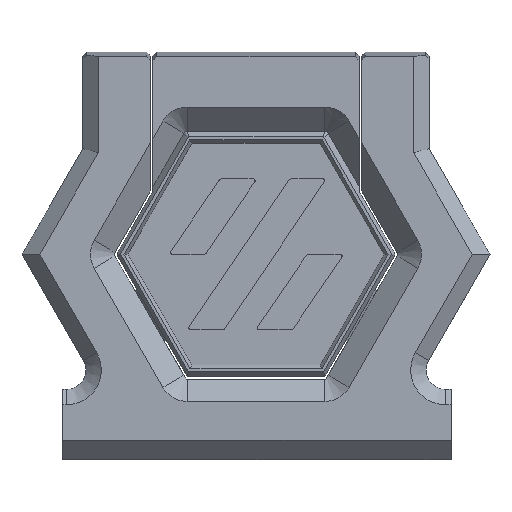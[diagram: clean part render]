
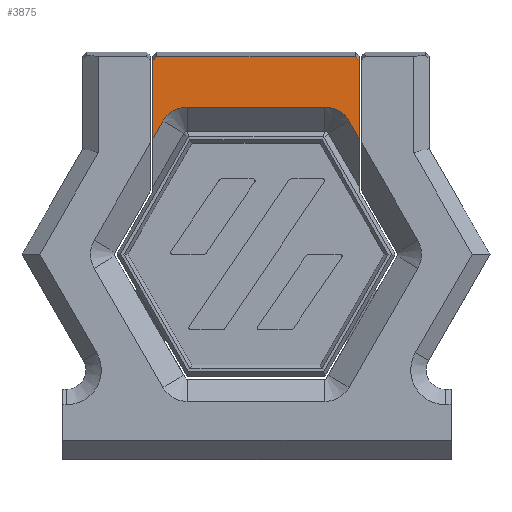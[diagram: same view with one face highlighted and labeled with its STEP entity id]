
A CAD part, front view. The second image highlights one B-rep face of the part: STEP entity #3875.
In plain terms, the highlighted planar face has unit normal (0, -1, 0).
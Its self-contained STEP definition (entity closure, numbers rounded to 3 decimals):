
#115=CIRCLE('',#4126,2.9);
#116=CIRCLE('',#4127,2.9);
#245=FACE_OUTER_BOUND('',#476,.T.);
#476=EDGE_LOOP('',(#2604,#2605,#2606,#2607,#2608,#2609,#2610,#2611,#2612,
#2613));
#722=LINE('',#5585,#1172);
#743=LINE('',#5636,#1193);
#745=LINE('',#5640,#1195);
#746=LINE('',#5642,#1196);
#747=LINE('',#5646,#1197);
#748=LINE('',#5650,#1198);
#749=LINE('',#5652,#1199);
#750=LINE('',#5653,#1200);
#1172=VECTOR('',#4465,10.);
#1193=VECTOR('',#4504,10.);
#1195=VECTOR('',#4508,10.);
#1196=VECTOR('',#4509,10.);
#1197=VECTOR('',#4512,10.);
#1198=VECTOR('',#4515,10.);
#1199=VECTOR('',#4516,10.);
#1200=VECTOR('',#4517,10.);
#1622=VERTEX_POINT('',#5583);
#1623=VERTEX_POINT('',#5584);
#1644=VERTEX_POINT('',#5635);
#1645=VERTEX_POINT('',#5639);
#1646=VERTEX_POINT('',#5641);
#1647=VERTEX_POINT('',#5643);
#1648=VERTEX_POINT('',#5645);
#1649=VERTEX_POINT('',#5647);
#1650=VERTEX_POINT('',#5649);
#1651=VERTEX_POINT('',#5651);
#1988=EDGE_CURVE('',#1622,#1623,#722,.T.);
#2014=EDGE_CURVE('',#1623,#1644,#743,.T.);
#2016=EDGE_CURVE('',#1645,#1622,#745,.T.);
#2017=EDGE_CURVE('',#1646,#1645,#746,.T.);
#2018=EDGE_CURVE('',#1647,#1646,#115,.T.);
#2019=EDGE_CURVE('',#1648,#1647,#747,.T.);
#2020=EDGE_CURVE('',#1649,#1648,#116,.T.);
#2021=EDGE_CURVE('',#1650,#1649,#748,.T.);
#2022=EDGE_CURVE('',#1650,#1651,#749,.T.);
#2023=EDGE_CURVE('',#1644,#1651,#750,.T.);
#2604=ORIENTED_EDGE('',*,*,#1988,.F.);
#2605=ORIENTED_EDGE('',*,*,#2016,.F.);
#2606=ORIENTED_EDGE('',*,*,#2017,.F.);
#2607=ORIENTED_EDGE('',*,*,#2018,.F.);
#2608=ORIENTED_EDGE('',*,*,#2019,.F.);
#2609=ORIENTED_EDGE('',*,*,#2020,.F.);
#2610=ORIENTED_EDGE('',*,*,#2021,.F.);
#2611=ORIENTED_EDGE('',*,*,#2022,.T.);
#2612=ORIENTED_EDGE('',*,*,#2023,.F.);
#2613=ORIENTED_EDGE('',*,*,#2014,.F.);
#3717=PLANE('',#4125);
#3875=ADVANCED_FACE('',(#245),#3717,.F.);
#4125=AXIS2_PLACEMENT_3D('',#5638,#4506,#4507);
#4126=AXIS2_PLACEMENT_3D('',#5644,#4510,#4511);
#4127=AXIS2_PLACEMENT_3D('',#5648,#4513,#4514);
#4465=DIRECTION('',(0.705,0.,0.709));
#4504=DIRECTION('',(1.,0.,0.));
#4506=DIRECTION('center_axis',(0.,1.,0.));
#4507=DIRECTION('ref_axis',(0.,0.,-1.));
#4508=DIRECTION('',(0.,0.,1.));
#4509=DIRECTION('',(-0.5,0.,-0.866));
#4510=DIRECTION('center_axis',(0.,-1.,0.));
#4511=DIRECTION('ref_axis',(-0.5,0.,0.866));
#4512=DIRECTION('',(-1.,0.,0.));
#4513=DIRECTION('center_axis',(0.,-1.,0.));
#4514=DIRECTION('ref_axis',(0.5,0.,0.866));
#4515=DIRECTION('',(-0.5,0.,0.866));
#4516=DIRECTION('',(0.,0.,1.));
#4517=DIRECTION('',(0.705,0.,-0.709));
#5583=CARTESIAN_POINT('',(-10.687,-5.481,2.785));
#5584=CARTESIAN_POINT('',(-10.287,-5.481,3.187));
#5585=CARTESIAN_POINT('',(-12.869,-5.481,0.593));
#5635=CARTESIAN_POINT('',(10.287,-5.481,3.187));
#5636=CARTESIAN_POINT('',(2.673,-5.481,3.187));
#5638=CARTESIAN_POINT('Origin',(0.003,-5.481,-17.3));
#5639=CARTESIAN_POINT('',(-10.687,-5.481,-5.305));
#5640=CARTESIAN_POINT('',(-10.687,-5.481,-8.8));
#5641=CARTESIAN_POINT('',(-9.645,-5.481,-3.5));
#5642=CARTESIAN_POINT('',(-13.139,-5.481,-9.551));
#5643=CARTESIAN_POINT('',(-7.134,-5.481,-2.05));
#5644=CARTESIAN_POINT('Origin',(-7.134,-5.481,-4.95));
#5645=CARTESIAN_POINT('',(7.134,-5.481,-2.05));
#5646=CARTESIAN_POINT('',(-3.493,-5.481,-2.05));
#5647=CARTESIAN_POINT('',(9.645,-5.481,-3.5));
#5648=CARTESIAN_POINT('Origin',(7.134,-5.481,-4.95));
#5649=CARTESIAN_POINT('',(10.687,-5.481,-5.305));
#5650=CARTESIAN_POINT('',(11.464,-5.481,-6.65));
#5651=CARTESIAN_POINT('',(10.687,-5.481,2.785));
#5652=CARTESIAN_POINT('',(10.687,-5.481,-15.286));
#5653=CARTESIAN_POINT('',(12.848,-5.481,0.614));
